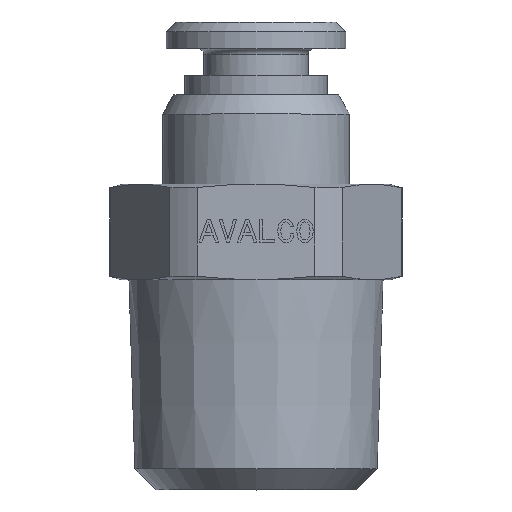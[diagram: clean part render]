
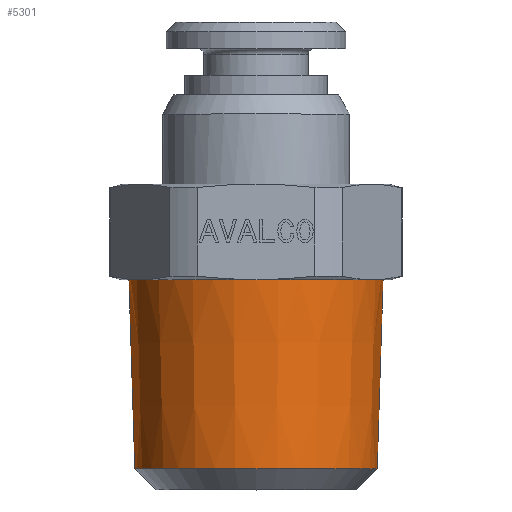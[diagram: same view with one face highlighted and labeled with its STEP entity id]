
A CAD part, top view. The second image highlights one B-rep face of the part: STEP entity #5301.
In plain terms, the highlighted conical face has half-angle 1.78 degrees and reference radius 6.502 mm.
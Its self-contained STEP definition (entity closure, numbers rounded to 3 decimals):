
#4873=CARTESIAN_POINT('Vertex',(6.655,-0.5,0.)) ;
#4875=CARTESIAN_POINT('Vertex',(-6.655,-0.5,0.)) ;
#4878=CARTESIAN_POINT('Axis2P3D Location',(0.,-0.5,0.)) ;
#5263=CARTESIAN_POINT('Vertex',(-6.348,-10.4,0.)) ;
#5265=CARTESIAN_POINT('Vertex',(6.348,-10.4,0.)) ;
#5268=CARTESIAN_POINT('Line Origine',(-15534.183,499648.678,0.)) ;
#5273=CARTESIAN_POINT('Line Origine',(15534.183,499648.678,0.)) ;
#5285=CARTESIAN_POINT('Axis2P3D Location',(0.,-5.45,0.)) ;
#5290=CARTESIAN_POINT('Axis2P3D Location',(0.,-10.4,0.)) ;
#4879=DIRECTION('Axis2P3D Direction',(0.,-1.,0.)) ;
#5269=DIRECTION('Vector Direction',(-0.031,1.,0.)) ;
#5274=DIRECTION('Vector Direction',(0.031,1.,0.)) ;
#5286=DIRECTION('Axis2P3D Direction',(0.,1.,0.)) ;
#5287=DIRECTION('Axis2P3D XDirection',(-1.,0.,0.)) ;
#5291=DIRECTION('Axis2P3D Direction',(-0.,1.,0.)) ;
#4880=AXIS2_PLACEMENT_3D('Circle Axis2P3D',#4878,#4879,$) ;
#5288=AXIS2_PLACEMENT_3D('Cone Axis2P3D',#5285,#5286,#5287) ;
#5292=AXIS2_PLACEMENT_3D('Circle Axis2P3D',#5290,#5291,$) ;
#5296=ORIENTED_EDGE('',*,*,#4882,.T.) ;
#5297=ORIENTED_EDGE('',*,*,#5272,.F.) ;
#5298=ORIENTED_EDGE('',*,*,#5294,.T.) ;
#5299=ORIENTED_EDGE('',*,*,#5277,.T.) ;
#5270=VECTOR('Line Direction',#5269,1.) ;
#5275=VECTOR('Line Direction',#5274,1.) ;
#5301=ADVANCED_FACE('PN510B-04R14',(#5300),#5289,.T.) ;
#4881=CIRCLE('generated circle',#4880,6.655) ;
#5293=CIRCLE('generated circle',#5292,6.348) ;
#5289=CONICAL_SURFACE('Cone',#5288,6.502,0.031) ;
#4882=EDGE_CURVE('',#4874,#4876,#4881,.T.) ;
#5272=EDGE_CURVE('',#5264,#4876,#5271,.T.) ;
#5277=EDGE_CURVE('',#5266,#4874,#5276,.T.) ;
#5294=EDGE_CURVE('',#5264,#5266,#5293,.T.) ;
#5295=EDGE_LOOP('',(#5296,#5297,#5298,#5299)) ;
#5300=FACE_OUTER_BOUND('',#5295,.T.) ;
#5271=LINE('Line',#5268,#5270) ;
#5276=LINE('Line',#5273,#5275) ;
#4874=VERTEX_POINT('',#4873) ;
#4876=VERTEX_POINT('',#4875) ;
#5264=VERTEX_POINT('',#5263) ;
#5266=VERTEX_POINT('',#5265) ;
